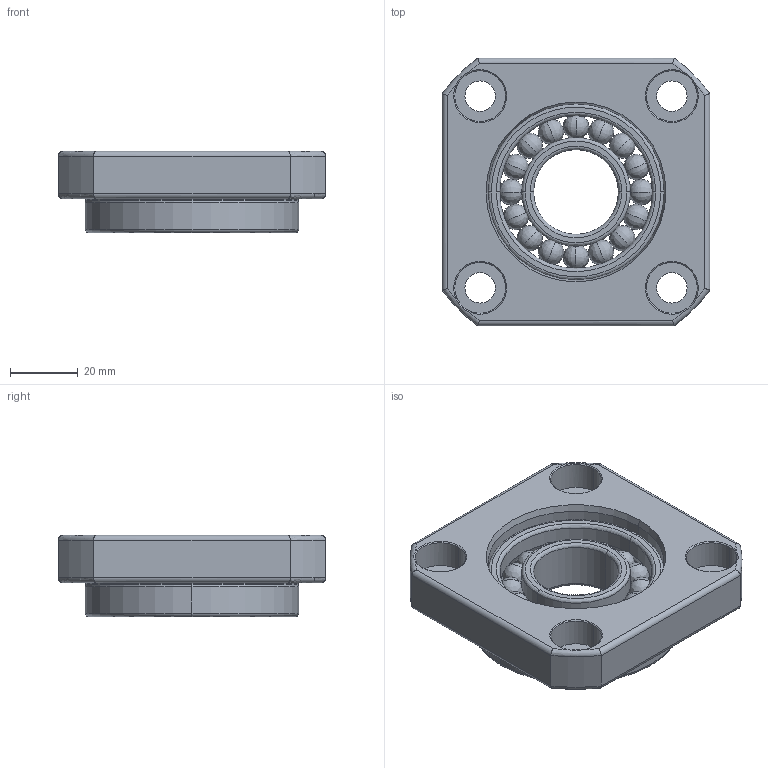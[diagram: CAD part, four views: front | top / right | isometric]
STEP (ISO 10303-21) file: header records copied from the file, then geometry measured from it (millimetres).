
FILE_DESCRIPTION (( 'STEP AP214' ), '1' );
FILE_NAME ('FF25疒玉.STEP', '2018-12-10T05:09:16', ( 'Windows 荤侩磊' ), ( '' ), 'SwSTEP 2.0', 'SolidWorks 2013', '' );
FILE_SCHEMA (( 'AUTOMOTIVE_DESIGN' ));
Length unit declared in the file: millimetre
Products named in the file (3): 6205ZZ軸承; FF25_體(成_); FF25疒玉
Assembly tree (2 placements, depth 2):
  FF25疒玉
    FF25_體(成_)
    6205ZZ軸承
Bounding box: 79 x 79 x 24 mm (x, y, z)
Volume: 72572.7 mm3; surface area: 30308 mm2
Topology: 19 solids, 19 shells, 152 faces, 362 edges, 186 vertices
Faces by surface type: bspline 58, cylinder 46, cone 20, plane 16, torus 12
Entity records: 5667 total; most frequent: CARTESIAN_POINT 2423, DIRECTION 624, ORIENTED_EDGE 596, EDGE_CURVE 298, AXIS2_PLACEMENT_3D 275, VERTEX_POINT 186, CIRCLE 176, EDGE_LOOP 168
